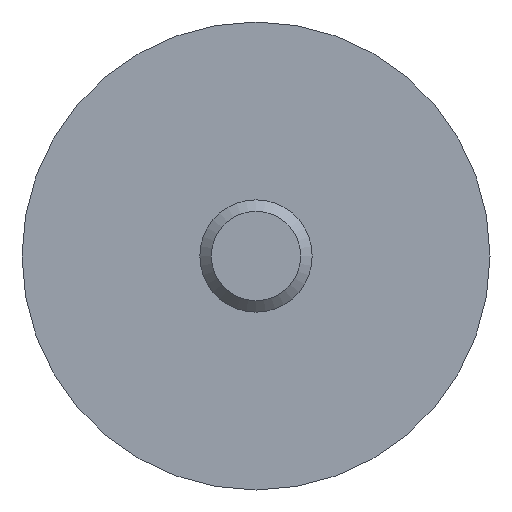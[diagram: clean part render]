
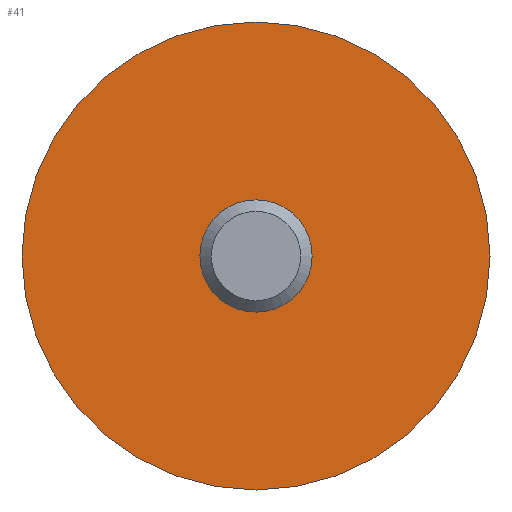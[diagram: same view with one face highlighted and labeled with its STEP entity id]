
A CAD part, front view. The second image highlights one B-rep face of the part: STEP entity #41.
In plain terms, the highlighted planar face has unit normal (0, -1, 0).
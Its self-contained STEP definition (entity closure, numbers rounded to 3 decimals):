
#41 = ADVANCED_FACE( '', ( #80, #81 ), #82, .F. );
#80 = FACE_BOUND( '', #113, .T. );
#81 = FACE_OUTER_BOUND( '', #114, .T. );
#82 = PLANE( '', #115 );
#113 = EDGE_LOOP( '', ( #150 ) );
#114 = EDGE_LOOP( '', ( #151 ) );
#115 = AXIS2_PLACEMENT_3D( '', #152, #153, #154 );
#150 = ORIENTED_EDGE( '', *, *, #166, .F. );
#151 = ORIENTED_EDGE( '', *, *, #171, .T. );
#152 = CARTESIAN_POINT( '', ( 12.5, 0., 0. ) );
#153 = DIRECTION( '', ( 0., 1., 0. ) );
#154 = DIRECTION( '', ( 0., 0., 1. ) );
#166 = EDGE_CURVE( '', #182, #182, #183, .T. );
#171 = EDGE_CURVE( '', #189, #189, #190, .T. );
#182 = VERTEX_POINT( '', #201 );
#183 = CIRCLE( '', #202, 3. );
#189 = VERTEX_POINT( '', #208 );
#190 = CIRCLE( '', #209, 12.5 );
#201 = CARTESIAN_POINT( '', ( 0., 0., -3. ) );
#202 = AXIS2_PLACEMENT_3D( '', #221, #222, #223 );
#208 = CARTESIAN_POINT( '', ( 0., 0., -12.5 ) );
#209 = AXIS2_PLACEMENT_3D( '', #227, #228, #229 );
#221 = CARTESIAN_POINT( '', ( 0., 0., 0. ) );
#222 = DIRECTION( '', ( 0., -1., 0. ) );
#223 = DIRECTION( '', ( 0., 0., -1. ) );
#227 = CARTESIAN_POINT( '', ( 0., 0., 0. ) );
#228 = DIRECTION( '', ( 0., -1., 0. ) );
#229 = DIRECTION( '', ( 0., 0., -1. ) );
